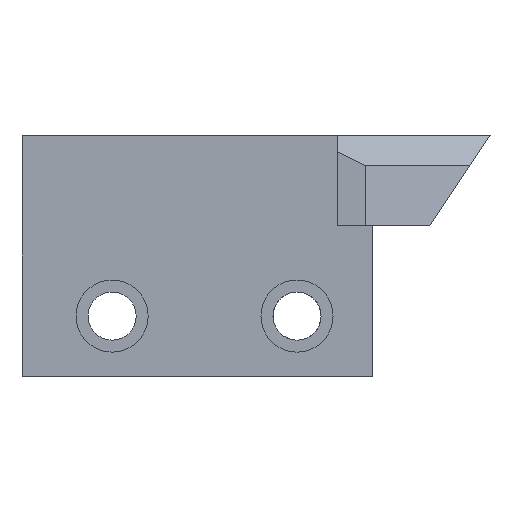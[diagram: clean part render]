
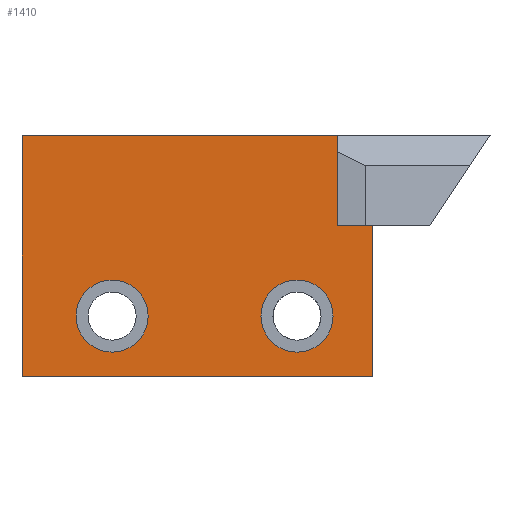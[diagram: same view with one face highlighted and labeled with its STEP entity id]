
A CAD part, front view. The second image highlights one B-rep face of the part: STEP entity #1410.
In plain terms, the highlighted planar face has unit normal (0, -1, 0).
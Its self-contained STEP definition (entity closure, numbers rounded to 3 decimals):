
#27 = CARTESIAN_POINT ( 'NONE',  ( 6.92, -1.166, 0. ) ) ;
#73 = PLANE ( 'NONE',  #400 ) ;
#101 = CARTESIAN_POINT ( 'NONE',  ( -3.575, -1.166, 3. ) ) ;
#105 = CARTESIAN_POINT ( 'NONE',  ( 5.58, -1.166, -3. ) ) ;
#108 = DIRECTION ( 'NONE',  ( -1., 0., 0. ) ) ;
#242 = VECTOR ( 'NONE', #1989, 1000. ) ;
#271 = DIRECTION ( 'NONE',  ( 0., -1., 0. ) ) ;
#356 = LINE ( 'NONE', #1075, #2562 ) ;
#375 = VERTEX_POINT ( 'NONE', #2529 ) ;
#376 = EDGE_CURVE ( 'NONE', #1672, #473, #356, .T. ) ;
#393 = AXIS2_PLACEMENT_3D ( 'NONE', #2794, #3063, #2595 ) ;
#400 = AXIS2_PLACEMENT_3D ( 'NONE', #1433, #1911, #108 ) ;
#446 = VERTEX_POINT ( 'NONE', #2058 ) ;
#473 = VERTEX_POINT ( 'NONE', #2045 ) ;
#481 = CIRCLE ( 'NONE', #632, 1.2 ) ;
#538 = VECTOR ( 'NONE', #824, 1000. ) ;
#561 = EDGE_CURVE ( 'NONE', #375, #1705, #2862, .T. ) ;
#569 = CARTESIAN_POINT ( 'NONE',  ( 8.08, -1.166, -5. ) ) ;
#613 = ORIENTED_EDGE ( 'NONE', *, *, #1818, .F. ) ;
#632 = AXIS2_PLACEMENT_3D ( 'NONE', #1685, #271, #2160 ) ;
#647 = EDGE_LOOP ( 'NONE', ( #912, #1342 ) ) ;
#711 = ORIENTED_EDGE ( 'NONE', *, *, #2331, .F. ) ;
#761 = EDGE_CURVE ( 'NONE', #1705, #375, #2376, .T. ) ;
#813 = VERTEX_POINT ( 'NONE', #2127 ) ;
#824 = DIRECTION ( 'NONE',  ( 1., 0., 0. ) ) ;
#912 = ORIENTED_EDGE ( 'NONE', *, *, #761, .F. ) ;
#939 = ORIENTED_EDGE ( 'NONE', *, *, #3067, .T. ) ;
#1035 = LINE ( 'NONE', #569, #242 ) ;
#1037 = VERTEX_POINT ( 'NONE', #1936 ) ;
#1050 = CARTESIAN_POINT ( 'NONE',  ( 5.58, -1.166, -1.8 ) ) ;
#1075 = CARTESIAN_POINT ( 'NONE',  ( 6.92, -1.166, -18.65 ) ) ;
#1103 = EDGE_LOOP ( 'NONE', ( #711, #613 ) ) ;
#1159 = LINE ( 'NONE', #2113, #1473 ) ;
#1188 = CARTESIAN_POINT ( 'NONE',  ( -0.575, -1.166, -4.2 ) ) ;
#1215 = EDGE_CURVE ( 'NONE', #2260, #1037, #1159, .T. ) ;
#1245 = VERTEX_POINT ( 'NONE', #2811 ) ;
#1321 = LINE ( 'NONE', #2271, #2668 ) ;
#1342 = ORIENTED_EDGE ( 'NONE', *, *, #561, .F. ) ;
#1365 = EDGE_CURVE ( 'NONE', #1672, #1245, #1975, .T. ) ;
#1410 = ADVANCED_FACE ( 'NONE', ( #1546, #1511, #2203 ), #73, .F. ) ;
#1433 = CARTESIAN_POINT ( 'NONE',  ( 13.369, -1.166, 3. ) ) ;
#1473 = VECTOR ( 'NONE', #3064, 1000. ) ;
#1511 = FACE_BOUND ( 'NONE', #1103, .T. ) ;
#1523 = DIRECTION ( 'NONE',  ( 0., -1., 0. ) ) ;
#1546 = FACE_BOUND ( 'NONE', #647, .T. ) ;
#1577 = AXIS2_PLACEMENT_3D ( 'NONE', #105, #1523, #2202 ) ;
#1614 = ORIENTED_EDGE ( 'NONE', *, *, #1215, .T. ) ;
#1672 = VERTEX_POINT ( 'NONE', #27 ) ;
#1685 = CARTESIAN_POINT ( 'NONE',  ( 5.58, -1.166, -3. ) ) ;
#1705 = VERTEX_POINT ( 'NONE', #1188 ) ;
#1813 = VERTEX_POINT ( 'NONE', #1050 ) ;
#1818 = EDGE_CURVE ( 'NONE', #1813, #813, #2422, .T. ) ;
#1911 = DIRECTION ( 'NONE',  ( 0., 1., 0. ) ) ;
#1926 = AXIS2_PLACEMENT_3D ( 'NONE', #2096, #2824, #2606 ) ;
#1936 = CARTESIAN_POINT ( 'NONE',  ( -3.575, -1.166, -5. ) ) ;
#1960 = LINE ( 'NONE', #2644, #2372 ) ;
#1975 = LINE ( 'NONE', #2669, #538 ) ;
#1989 = DIRECTION ( 'NONE',  ( 0., 0., 1. ) ) ;
#2045 = CARTESIAN_POINT ( 'NONE',  ( 6.92, -1.166, 3. ) ) ;
#2052 = ORIENTED_EDGE ( 'NONE', *, *, #2889, .F. ) ;
#2058 = CARTESIAN_POINT ( 'NONE',  ( 8.08, -1.166, -5. ) ) ;
#2070 = DIRECTION ( 'NONE',  ( 0., 0., 1. ) ) ;
#2096 = CARTESIAN_POINT ( 'NONE',  ( -0.575, -1.166, -3. ) ) ;
#2113 = CARTESIAN_POINT ( 'NONE',  ( -3.575, -1.166, -5. ) ) ;
#2127 = CARTESIAN_POINT ( 'NONE',  ( 5.58, -1.166, -4.2 ) ) ;
#2160 = DIRECTION ( 'NONE',  ( 0., 0., -1. ) ) ;
#2202 = DIRECTION ( 'NONE',  ( 0., 0., -1. ) ) ;
#2203 = FACE_OUTER_BOUND ( 'NONE', #2656, .T. ) ;
#2260 = VERTEX_POINT ( 'NONE', #101 ) ;
#2271 = CARTESIAN_POINT ( 'NONE',  ( 3.26, -1.166, 3. ) ) ;
#2331 = EDGE_CURVE ( 'NONE', #813, #1813, #481, .T. ) ;
#2354 = EDGE_CURVE ( 'NONE', #446, #1037, #1960, .T. ) ;
#2372 = VECTOR ( 'NONE', #2908, 1000. ) ;
#2376 = CIRCLE ( 'NONE', #1926, 1.2 ) ;
#2422 = CIRCLE ( 'NONE', #1577, 1.2 ) ;
#2529 = CARTESIAN_POINT ( 'NONE',  ( -0.575, -1.166, -1.8 ) ) ;
#2534 = ORIENTED_EDGE ( 'NONE', *, *, #2354, .F. ) ;
#2562 = VECTOR ( 'NONE', #2070, 1000. ) ;
#2595 = DIRECTION ( 'NONE',  ( 0., 0., -1. ) ) ;
#2606 = DIRECTION ( 'NONE',  ( 0., 0., -1. ) ) ;
#2644 = CARTESIAN_POINT ( 'NONE',  ( 8.08, -1.166, -5. ) ) ;
#2656 = EDGE_LOOP ( 'NONE', ( #939, #3053, #3032, #2052, #1614, #2534 ) ) ;
#2668 = VECTOR ( 'NONE', #2749, 1000. ) ;
#2669 = CARTESIAN_POINT ( 'NONE',  ( 13.369, -1.166, 0. ) ) ;
#2749 = DIRECTION ( 'NONE',  ( 1., 0., 0. ) ) ;
#2794 = CARTESIAN_POINT ( 'NONE',  ( -0.575, -1.166, -3. ) ) ;
#2811 = CARTESIAN_POINT ( 'NONE',  ( 8.08, -1.166, 0. ) ) ;
#2824 = DIRECTION ( 'NONE',  ( 0., -1., 0. ) ) ;
#2862 = CIRCLE ( 'NONE', #393, 1.2 ) ;
#2889 = EDGE_CURVE ( 'NONE', #2260, #473, #1321, .T. ) ;
#2908 = DIRECTION ( 'NONE',  ( -1., 0., 0. ) ) ;
#3032 = ORIENTED_EDGE ( 'NONE', *, *, #376, .T. ) ;
#3053 = ORIENTED_EDGE ( 'NONE', *, *, #1365, .F. ) ;
#3063 = DIRECTION ( 'NONE',  ( 0., -1., 0. ) ) ;
#3064 = DIRECTION ( 'NONE',  ( 0., 0., -1. ) ) ;
#3067 = EDGE_CURVE ( 'NONE', #446, #1245, #1035, .T. ) ;
